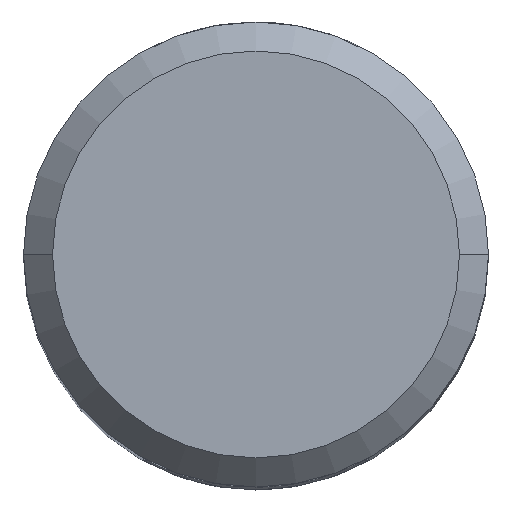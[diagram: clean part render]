
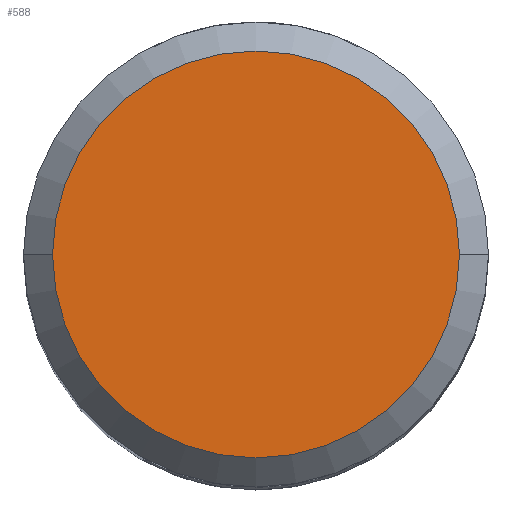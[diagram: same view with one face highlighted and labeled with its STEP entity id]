
A CAD part, top view. The second image highlights one B-rep face of the part: STEP entity #588.
In plain terms, the highlighted planar face has unit normal (0, 0, 1).
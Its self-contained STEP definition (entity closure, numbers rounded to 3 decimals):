
#588=ADVANCED_FACE('',(#765),#705,.T.);
#705=PLANE('',#2602);
#765=FACE_OUTER_BOUND('',#882,.T.);
#882=EDGE_LOOP('',(#1060,#1061));
#1060=ORIENTED_EDGE('',*,*,#2088,.T.);
#1061=ORIENTED_EDGE('',*,*,#2082,.T.);
#1802=VERTEX_POINT('',#3537);
#1803=VERTEX_POINT('',#3538);
#2082=EDGE_CURVE('',#1802,#1803,#2444,.T.);
#2088=EDGE_CURVE('',#1803,#1802,#2448,.T.);
#2444=CIRCLE('',#2595,7.);
#2448=CIRCLE('',#2601,7.);
#2595=AXIS2_PLACEMENT_3D('',#3536,#2857,#2858);
#2601=AXIS2_PLACEMENT_3D('',#3548,#2871,#2872);
#2602=AXIS2_PLACEMENT_3D('',#3549,#2873,#2874);
#2857=DIRECTION('',(0.,0.,1.));
#2858=DIRECTION('',(-1.,0.,0.));
#2871=DIRECTION('',(0.,0.,1.));
#2872=DIRECTION('',(-1.,0.,0.));
#2873=DIRECTION('',(0.,0.,1.));
#2874=DIRECTION('',(1.,0.,0.));
#3536=CARTESIAN_POINT('',(0.,0.,0.));
#3537=CARTESIAN_POINT('',(-7.,0.,0.));
#3538=CARTESIAN_POINT('',(7.,0.,0.));
#3548=CARTESIAN_POINT('',(0.,0.,0.));
#3549=CARTESIAN_POINT('',(0.,-3.,0.));
